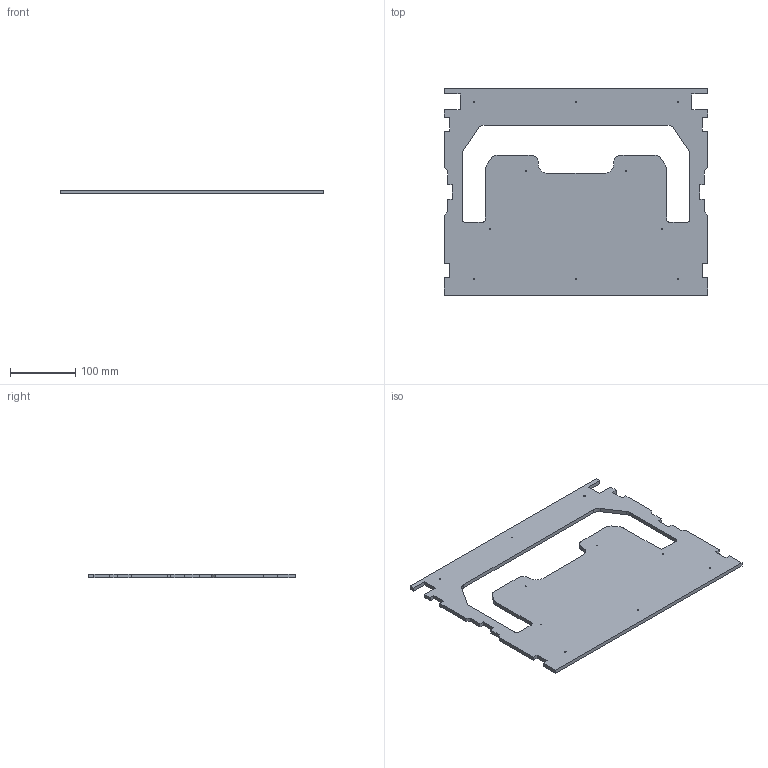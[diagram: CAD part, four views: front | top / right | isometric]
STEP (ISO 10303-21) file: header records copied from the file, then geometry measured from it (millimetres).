
FILE_DESCRIPTION(('FreeCAD Model'),'2;1');
FILE_NAME('Inserto tapa lboxx.step','2019-03-07T17:08:06',('Author'),(''), 'Open CASCADE STEP processor 7.3','FreeCAD','Unknown');
FILE_SCHEMA(('AUTOMOTIVE_DESIGN { 1 0 10303 214 1 1 1 1 }'));
Length unit declared in the file: millimetre
Products named in the file (1): Fillet
Bounding box: 404 x 317 x 6 mm (x, y, z)
Volume: 596499 mm3; surface area: 216052.9 mm2
Topology: 1 solids, 1 shells, 89 faces, 263 edges, 176 vertices
Faces by surface type: plane 62, cylinder 27
Full cylindrical faces by diameter (mm): 2 x9
Entity records: 6532 total; most frequent: CARTESIAN_POINT 1228, DIRECTION 992, LINE 672, VECTOR 672, ORIENTED_EDGE 526, PCURVE 526, DEFINITIONAL_REPRESENTATION 526, EDGE_CURVE 263
